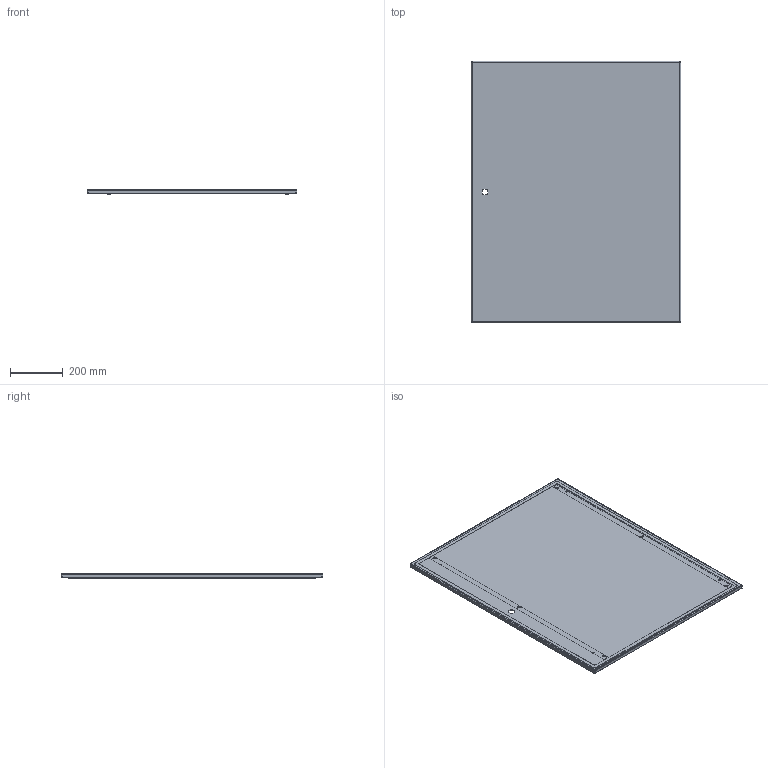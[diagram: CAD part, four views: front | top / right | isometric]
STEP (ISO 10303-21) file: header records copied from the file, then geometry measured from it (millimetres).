
FILE_DESCRIPTION(/* description */ (''),/* implementation_level */ '2;1');
FILE_NAME(/* name */ 'INXPO10080.stp',/* time_stamp */ '2017-05-04T17:09:42+02:00',/* author */ (''),/* organization */ (''),/* preprocessor_version */ 'ST-DEVELOPER v15',/* originating_system */ 'SIEMENS PLM Software NX 9.0',/* authorisation */ '');
FILE_SCHEMA (('CONFIG_CONTROL_DESIGN'));
Length unit declared in the file: millimetre
Products named in the file (6): Puerta_10080_stp; X6X67155_REFUERZO_A=10005771746; TUERCA_M6_ESTRIADA10011747; JUNTA_SILICONA_1008019421749; CONJ_PUERTA_10080_REFUERZOS_01_stp1754; INXPO10080_stp
Assembly tree (11 placements, depth 3):
  INXPO10080_stp
    CONJ_PUERTA_10080_REFUERZOS_01_stp1754
      JUNTA_SILICONA_1008019421749
      TUERCA_M6_ESTRIADA10011747  x6
      X6X67155_REFUERZO_A=10005771746  x2
      Puerta_10080_stp
Bounding box: 796.7 x 995 x 17.5 mm (x, y, z)
Volume: 2317623.6 mm3; surface area: 2024914.9 mm2
Topology: 10 solids, 10 shells, 398 faces, 1060 edges, 682 vertices
Faces by surface type: cylinder 191, plane 163, bspline 22, cone 18, sphere 4
Full cylindrical faces by diameter (mm): 5.25 x74, 6 x6, 6.5 x6, 8.5 x6
Entity records: 9462 total; most frequent: CARTESIAN_POINT 1993, DIRECTION 1415, ORIENTED_EDGE 1350, EDGE_CURVE 675, AXIS2_PLACEMENT_3D 526, VERTEX_POINT 434, EDGE_LOOP 363, LINE 363
